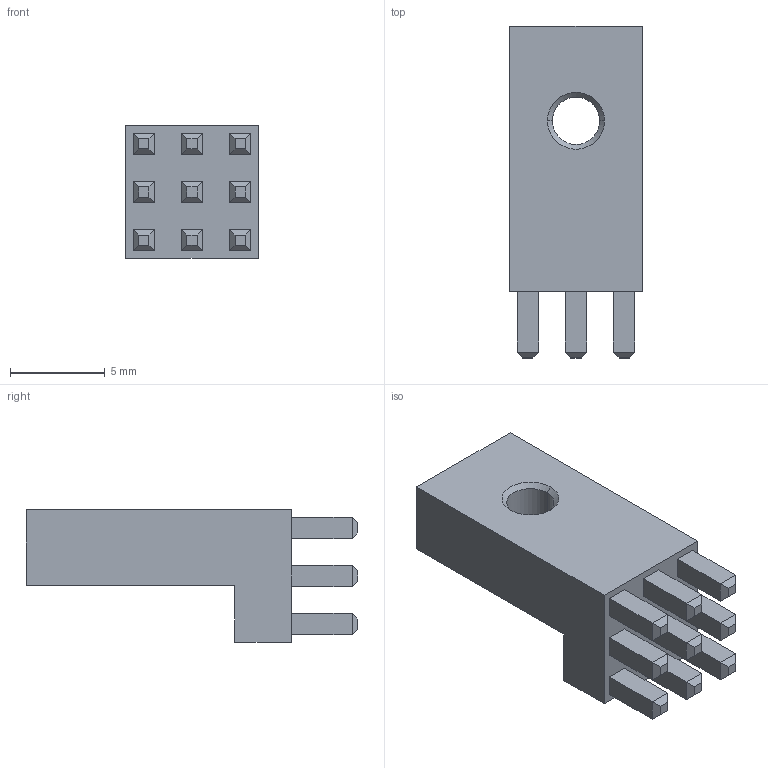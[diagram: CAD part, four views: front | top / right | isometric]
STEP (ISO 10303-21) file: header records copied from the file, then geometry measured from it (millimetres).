
FILE_DESCRIPTION (( 'STEP AP214' ), '1' );
FILE_NAME ('LF993103_66464.STEP', '2021-03-18T13:26:48', ( '' ), ( '' ), 'SwSTEP 2.0', 'SolidWorks 2018', '' );
FILE_SCHEMA (( 'AUTOMOTIVE_DESIGN' ));
Length unit declared in the file: millimetre
Products named in the file (1): LF993103_66464
Bounding box: 7 x 17.5 x 7 mm (x, y, z)
Volume: 473.2 mm3; surface area: 579 mm2
Topology: 1 solids, 1 shells, 122 faces, 287 edges, 178 vertices
Faces by surface type: plane 116, cone 4, cylinder 2
Entity records: 3439 total; most frequent: CARTESIAN_POINT 588, ORIENTED_EDGE 574, DIRECTION 541, EDGE_CURVE 287, VECTOR 279, LINE 279, VERTEX_POINT 178, EDGE_LOOP 135
